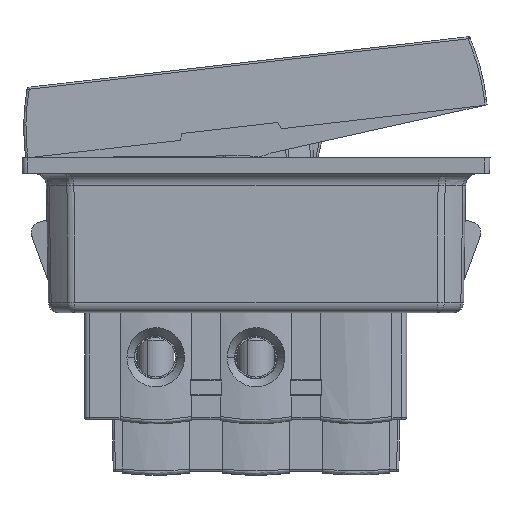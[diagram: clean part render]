
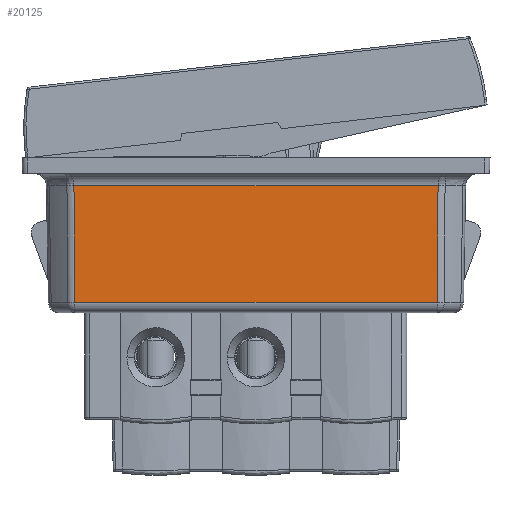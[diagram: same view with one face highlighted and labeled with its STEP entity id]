
A CAD part, left-side view. The second image highlights one B-rep face of the part: STEP entity #20125.
In plain terms, the highlighted planar face has unit normal (-1, 0, -0.018).
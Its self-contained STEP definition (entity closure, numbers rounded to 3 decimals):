
#20096=AXIS2_PLACEMENT_3D('Plane Axis2P3D',#20093,#20094,#20095) ;
#18020=CARTESIAN_POINT('Vertex',(-8.733,-17.447,-33.254)) ;
#18023=CARTESIAN_POINT('Line Origine',(-8.733,-1.74,-33.254)) ;
#18027=CARTESIAN_POINT('Vertex',(-8.733,17.447,-33.254)) ;
#20093=CARTESIAN_POINT('Axis2P3D Location',(-8.95,0.,-20.836)) ;
#20099=CARTESIAN_POINT('Control Point',(-8.733,-17.447,-33.254)) ;
#20100=CARTESIAN_POINT('Control Point',(-8.799,-17.473,-29.508)) ;
#20101=CARTESIAN_POINT('Control Point',(-8.864,-17.498,-25.762)) ;
#20102=CARTESIAN_POINT('Control Point',(-8.929,-17.524,-22.015)) ;
#20103=CARTESIAN_POINT('Vertex',(-8.929,-17.524,-22.015)) ;
#20106=CARTESIAN_POINT('Line Origine',(-8.929,0.,-22.015)) ;
#20110=CARTESIAN_POINT('Vertex',(-8.929,17.524,-22.015)) ;
#20114=CARTESIAN_POINT('Control Point',(-8.733,17.447,-33.254)) ;
#20115=CARTESIAN_POINT('Control Point',(-8.799,17.473,-29.508)) ;
#20116=CARTESIAN_POINT('Control Point',(-8.864,17.498,-25.762)) ;
#20117=CARTESIAN_POINT('Control Point',(-8.929,17.524,-22.015)) ;
#18024=DIRECTION('Vector Direction',(0.,1.,0.)) ;
#20094=DIRECTION('Axis2P3D Direction',(1.,-0.,0.017)) ;
#20095=DIRECTION('Axis2P3D XDirection',(0.,1.,0.)) ;
#20107=DIRECTION('Vector Direction',(0.,1.,0.)) ;
#18025=VECTOR('Line Direction',#18024,1.) ;
#20108=VECTOR('Line Direction',#20107,1.) ;
#20120=ORIENTED_EDGE('',*,*,#18029,.F.) ;
#20121=ORIENTED_EDGE('',*,*,#20105,.T.) ;
#20122=ORIENTED_EDGE('',*,*,#20112,.T.) ;
#20123=ORIENTED_EDGE('',*,*,#20118,.F.) ;
#20125=ADVANCED_FACE('Upper base\\Corps principal',(#20124),#20097,.F.) ;
#20098=B_SPLINE_CURVE_WITH_KNOTS('',3,(#20099,#20100,#20101,#20102),.UNSPECIFIED.,.F.,.U.,(4,4),(4.847,20.743),.UNSPECIFIED.) ;
#20113=B_SPLINE_CURVE_WITH_KNOTS('',3,(#20114,#20115,#20116,#20117),.UNSPECIFIED.,.F.,.U.,(4,4),(4.847,20.743),.UNSPECIFIED.) ;
#18029=EDGE_CURVE('',#18021,#18028,#18026,.T.) ;
#20105=EDGE_CURVE('',#18021,#20104,#20098,.T.) ;
#20112=EDGE_CURVE('',#20104,#20111,#20109,.T.) ;
#20118=EDGE_CURVE('',#18028,#20111,#20113,.T.) ;
#20119=EDGE_LOOP('',(#20120,#20121,#20122,#20123)) ;
#20124=FACE_OUTER_BOUND('',#20119,.T.) ;
#18026=LINE('Line',#18023,#18025) ;
#20109=LINE('Line',#20106,#20108) ;
#20097=PLANE('',#20096) ;
#18021=VERTEX_POINT('',#18020) ;
#18028=VERTEX_POINT('',#18027) ;
#20104=VERTEX_POINT('',#20103) ;
#20111=VERTEX_POINT('',#20110) ;
